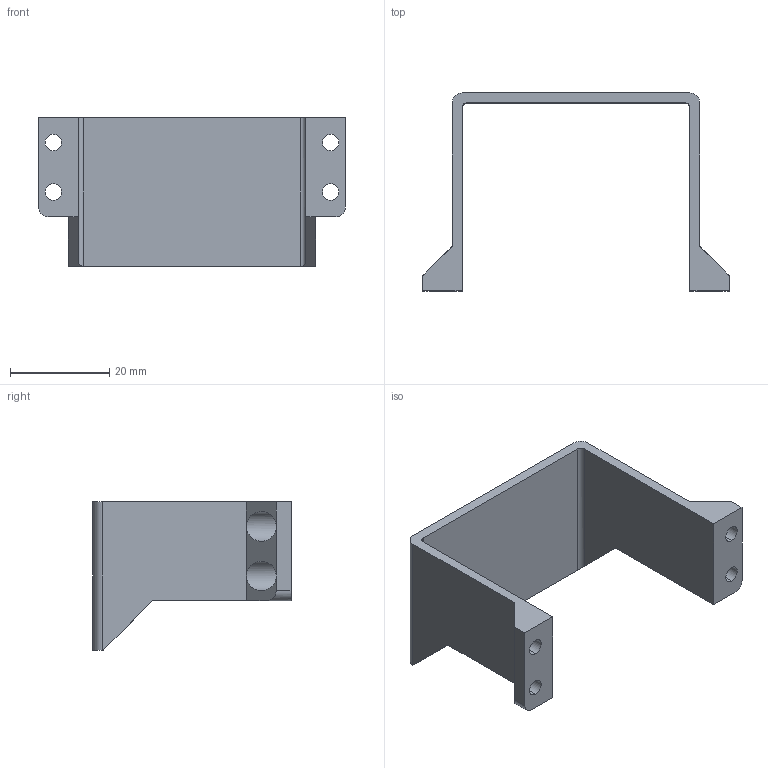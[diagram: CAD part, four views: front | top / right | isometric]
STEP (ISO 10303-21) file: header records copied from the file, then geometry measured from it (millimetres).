
FILE_DESCRIPTION (( 'STEP AP214' ), '1' );
FILE_NAME ('萇喀嘐隅殤陔-3D.STEP', '2025-08-21T06:30:04', ( '' ), ( '' ), 'SwSTEP 2.0', 'SolidWorks 2018', '' );
FILE_SCHEMA (( 'AUTOMOTIVE_DESIGN' ));
Length unit declared in the file: millimetre
Products named in the file (1): 萇喀嘐隅殤陔-3D
Bounding box: 62 x 40 x 30 mm (x, y, z)
Volume: 7193.4 mm3; surface area: 7470.8 mm2
Topology: 1 solids, 1 shells, 52 faces, 130 edges, 80 vertices
Faces by surface type: cylinder 26, plane 26
Entity records: 1580 total; most frequent: CARTESIAN_POINT 323, ORIENTED_EDGE 260, DIRECTION 252, EDGE_CURVE 130, AXIS2_PLACEMENT_3D 89, VERTEX_POINT 80, VECTOR 74, LINE 74
